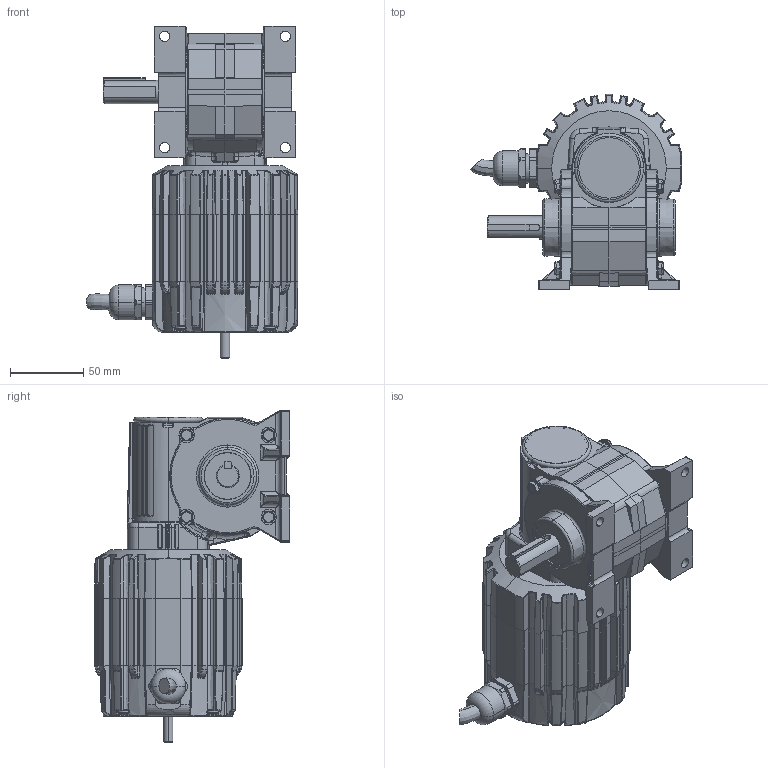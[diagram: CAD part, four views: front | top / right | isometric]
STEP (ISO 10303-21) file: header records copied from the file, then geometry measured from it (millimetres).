
FILE_DESCRIPTION (( 'STEP AP203' ), '1' );
FILE_NAME ('INFM0267.STEP', '2013-05-13T18:35:19', ( 'Admin' ), ( 'Bodine Electric Company' ), 'SwSTEP 2.0', 'SolidWorks 2012', '' );
FILE_SCHEMA (( 'CONFIG_CONTROL_DESIGN' ));
Length unit declared in the file: inch
Products named in the file (1): INFM0267
Bounding box: 144.76 x 133.68 x 227.2 mm (x, y, z)
Volume: 1051103.6 mm3; surface area: 209512.5 mm2
Topology: 25 solids, 25 shells, 2952 faces, 7210 edges, 4260 vertices
Faces by surface type: plane 914, bspline 829, cylinder 628, cone 279, torus 272, sphere 30
Entity records: 105876 total; most frequent: CARTESIAN_POINT 43556, ORIENTED_EDGE 14204, DIRECTION 11817, EDGE_CURVE 7102, AXIS2_PLACEMENT_3D 4921, VERTEX_POINT 4260, EDGE_LOOP 3048, FACE_OUTER_BOUND 2952
